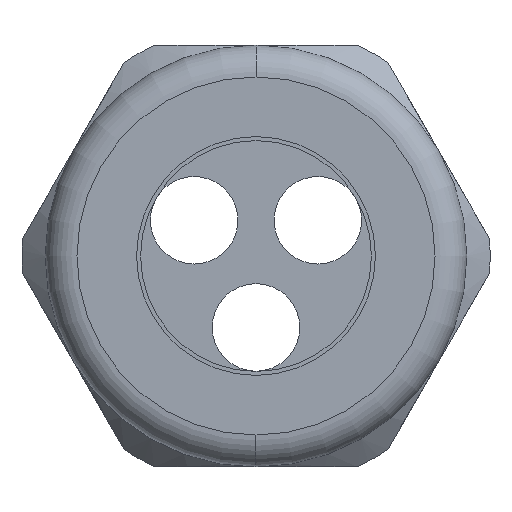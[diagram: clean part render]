
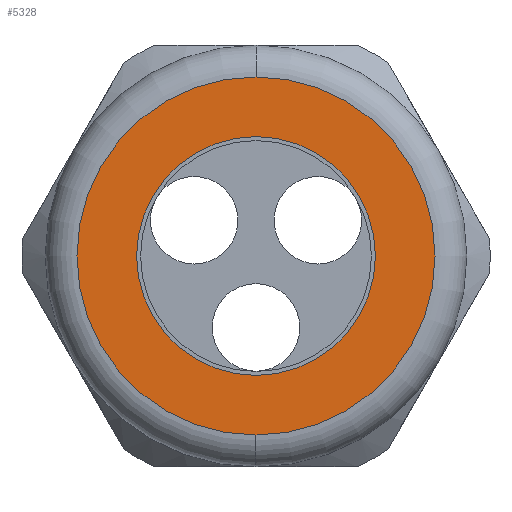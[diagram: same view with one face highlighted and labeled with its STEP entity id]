
A CAD part, left-side view. The second image highlights one B-rep face of the part: STEP entity #5328.
In plain terms, the highlighted planar face has unit normal (-1, 0, 0).
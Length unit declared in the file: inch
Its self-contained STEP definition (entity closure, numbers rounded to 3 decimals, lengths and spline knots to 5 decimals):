
#3720 = FACE_OUTER_BOUND ( 'NONE', #5327, .T. ) ;
#3728 = DIRECTION ( 'NONE',  ( 0., 0., 1. ) ) ;
#3729 = DIRECTION ( 'NONE',  ( -1., 0., 0. ) ) ;
#3730 = CARTESIAN_POINT ( 'NONE',  ( -1.41, 0., 0. ) ) ;
#3731 = AXIS2_PLACEMENT_3D ( 'NONE', #3730, #3729, #3728 ) ;
#3732 = CIRCLE ( 'NONE', #3731, 0.45 ) ;
#3733 = CARTESIAN_POINT ( 'NONE',  ( -1.41, 0., -0.45 ) ) ;
#3748 = CARTESIAN_POINT ( 'NONE',  ( -1.41, 0., 0. ) ) ;
#3772 = DIRECTION ( 'NONE',  ( 0., 0., 1. ) ) ;
#3773 = DIRECTION ( 'NONE',  ( -1., 0., 0. ) ) ;
#3774 = CARTESIAN_POINT ( 'NONE',  ( -1.41, 0.53, 0. ) ) ;
#3775 = AXIS2_PLACEMENT_3D ( 'NONE', #3774, #3773, #3772 ) ;
#3776 = PLANE ( 'NONE',  #3775 ) ;
#3777 = FACE_BOUND ( 'NONE', #5347, .T. ) ;
#3800 = DIRECTION ( 'NONE',  ( 0., 0., 1. ) ) ;
#3801 = DIRECTION ( 'NONE',  ( -1., 0., 0. ) ) ;
#3802 = CARTESIAN_POINT ( 'NONE',  ( -1.41, 0., 0. ) ) ;
#3803 = AXIS2_PLACEMENT_3D ( 'NONE', #3802, #3801, #3800 ) ;
#3804 = CIRCLE ( 'NONE', #3803, 0.45 ) ;
#3805 = DIRECTION ( 'NONE',  ( 0., 0., -1. ) ) ;
#3806 = DIRECTION ( 'NONE',  ( 1., 0., 0. ) ) ;
#3807 = AXIS2_PLACEMENT_3D ( 'NONE', #3748, #3806, #3805 ) ;
#3808 = CIRCLE ( 'NONE', #3807, 0.3 ) ;
#3906 = CARTESIAN_POINT ( 'NONE',  ( -1.41, 0., -0.3 ) ) ;
#3915 = CARTESIAN_POINT ( 'NONE',  ( -1.41, 0., 0.3 ) ) ;
#3959 = DIRECTION ( 'NONE',  ( 0., 0., -1. ) ) ;
#3960 = DIRECTION ( 'NONE',  ( 1., 0., 0. ) ) ;
#3961 = CARTESIAN_POINT ( 'NONE',  ( -1.41, 0., 0. ) ) ;
#3962 = AXIS2_PLACEMENT_3D ( 'NONE', #3961, #3960, #3959 ) ;
#3963 = CIRCLE ( 'NONE', #3962, 0.3 ) ;
#3999 = CARTESIAN_POINT ( 'NONE',  ( -1.41, 0., 0.45 ) ) ;
#5317 = VERTEX_POINT ( 'NONE', #3733 ) ;
#5319 = EDGE_CURVE ( 'NONE', #5449, #5317, #3732, .T. ) ;
#5327 = EDGE_LOOP ( 'NONE', ( #5349, #5351 ) ) ;
#5328 = ADVANCED_FACE ( 'NONE', ( #3720, #3777 ), #3776, .T. ) ;
#5344 = EDGE_CURVE ( 'NONE', #5431, #5427, #3808, .T. ) ;
#5345 = ORIENTED_EDGE ( 'NONE', *, *, #5437, .T. ) ;
#5346 = ORIENTED_EDGE ( 'NONE', *, *, #5344, .T. ) ;
#5347 = EDGE_LOOP ( 'NONE', ( #5346, #5345 ) ) ;
#5348 = EDGE_CURVE ( 'NONE', #5317, #5449, #3804, .T. ) ;
#5349 = ORIENTED_EDGE ( 'NONE', *, *, #5319, .T. ) ;
#5351 = ORIENTED_EDGE ( 'NONE', *, *, #5348, .T. ) ;
#5427 = VERTEX_POINT ( 'NONE', #3915 ) ;
#5431 = VERTEX_POINT ( 'NONE', #3906 ) ;
#5437 = EDGE_CURVE ( 'NONE', #5427, #5431, #3963, .T. ) ;
#5449 = VERTEX_POINT ( 'NONE', #3999 ) ;
